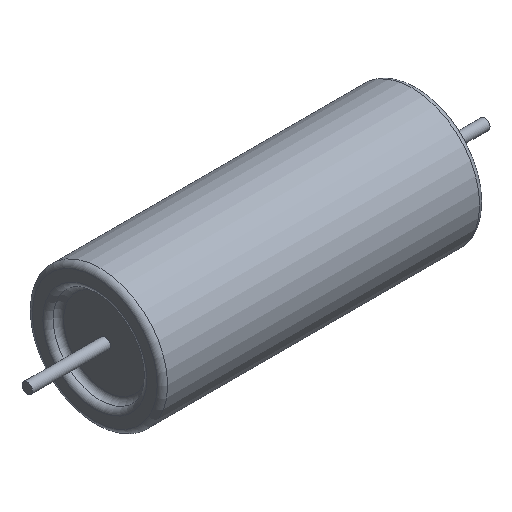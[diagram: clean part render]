
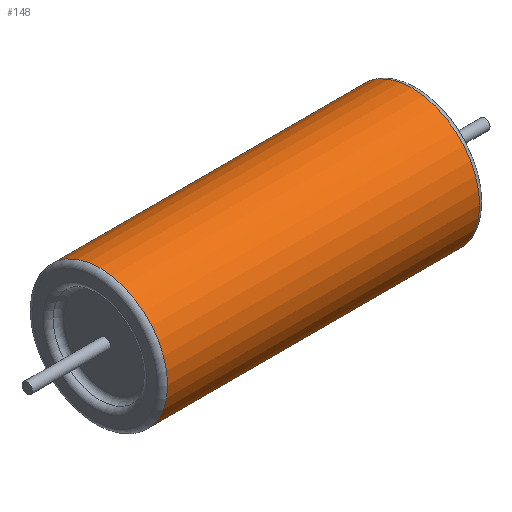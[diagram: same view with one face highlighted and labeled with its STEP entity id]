
A CAD part, isometric view. The second image highlights one B-rep face of the part: STEP entity #148.
In plain terms, the highlighted cylindrical face has radius 6.5 mm (diameter 13 mm), a full revolution.
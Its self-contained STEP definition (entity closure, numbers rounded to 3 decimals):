
#27=LINE('',#269,#30);
#30=VECTOR('',#214,6.5);
#33=CYLINDRICAL_SURFACE('',#177,6.5);
#37=FACE_OUTER_BOUND('',#49,.T.);
#49=EDGE_LOOP('',(#111,#112,#113,#114));
#63=CIRCLE('',#174,6.5);
#66=CIRCLE('',#178,6.5);
#78=VERTEX_POINT('',#261);
#80=VERTEX_POINT('',#267);
#89=EDGE_CURVE('',#78,#78,#63,.T.);
#92=EDGE_CURVE('',#80,#80,#66,.T.);
#93=EDGE_CURVE('',#80,#78,#27,.T.);
#111=ORIENTED_EDGE('',*,*,#92,.F.);
#112=ORIENTED_EDGE('',*,*,#93,.T.);
#113=ORIENTED_EDGE('',*,*,#89,.F.);
#114=ORIENTED_EDGE('',*,*,#93,.F.);
#148=ADVANCED_FACE('',(#37),#33,.T.);
#174=AXIS2_PLACEMENT_3D('',#262,#204,#205);
#177=AXIS2_PLACEMENT_3D('',#266,#210,#211);
#178=AXIS2_PLACEMENT_3D('',#268,#212,#213);
#204=DIRECTION('center_axis',(1.,0.,0.));
#205=DIRECTION('ref_axis',(0.,0.,-1.));
#210=DIRECTION('center_axis',(-1.,0.,0.));
#211=DIRECTION('ref_axis',(0.,0.,1.));
#212=DIRECTION('center_axis',(-1.,0.,0.));
#213=DIRECTION('ref_axis',(0.,0.,-1.));
#214=DIRECTION('',(1.,0.,0.));
#261=CARTESIAN_POINT('',(15.,0.,-6.5));
#262=CARTESIAN_POINT('Origin',(15.,0.,0.));
#266=CARTESIAN_POINT('Origin',(0.,0.,0.));
#267=CARTESIAN_POINT('',(-15.,0.,-6.5));
#268=CARTESIAN_POINT('Origin',(-15.,0.,0.));
#269=CARTESIAN_POINT('',(0.,0.,-6.5));
